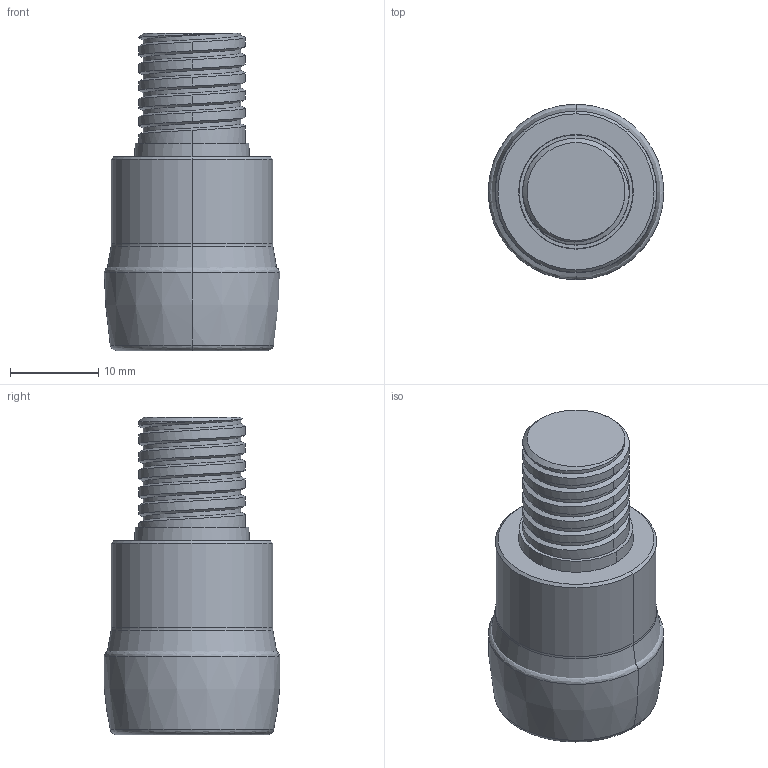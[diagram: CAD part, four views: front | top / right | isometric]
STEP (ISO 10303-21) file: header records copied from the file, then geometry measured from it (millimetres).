
FILE_DESCRIPTION((''),'2;1');
FILE_NAME('12L8J020022TSR00','2020-11-17T',('braach'),(''),'CREO PARAMETRIC BY PTC INC, 2017020','CREO PARAMETRIC BY PTC INC, 2017020','');
FILE_SCHEMA(('AUTOMOTIVE_DESIGN { 1 0 10303 214 1 1 1 1 }'));
Length unit declared in the file: millimetre
Products named in the file (3): NOCUT; CUT; 12L8J020022TSR00
Assembly tree (2 placements, depth 2):
  12L8J020022TSR00
    NOCUT
    CUT
Bounding box: 19.91 x 19.91 x 36 mm (x, y, z)
Volume: 9535.8 mm3; surface area: 3641.8 mm2
Topology: 2 solids, 2 shells, 60 faces, 128 edges, 72 vertices
Faces by surface type: cone 17, cylinder 14, bspline 9, torus 8, revolution 8, plane 4
Entity records: 7165 total; most frequent: CARTESIAN_POINT 4369, DIRECTION 270, ORIENTED_EDGE 256, PROPERTY_DEFINITION 147, PRESENTATION_STYLE_ASSIGNMENT 145, STYLED_ITEM 145, REPRESENTATION 145, PROPERTY_DEFINITION_REPRESENTATION 145
